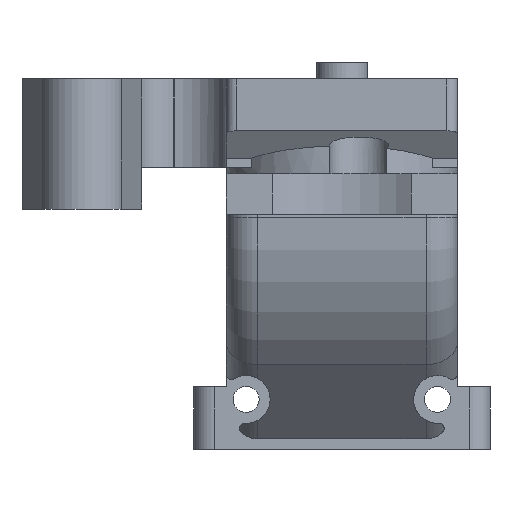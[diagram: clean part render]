
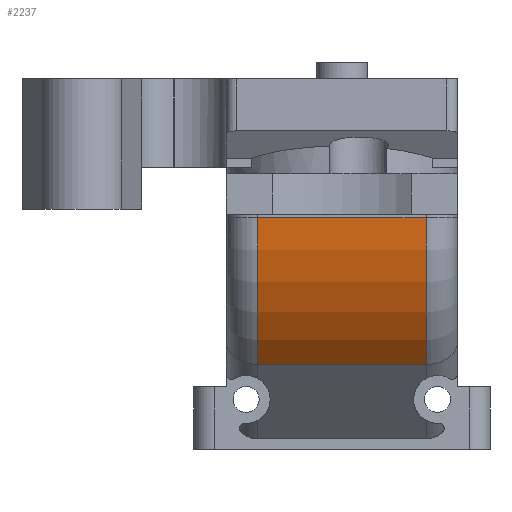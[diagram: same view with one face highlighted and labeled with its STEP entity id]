
A CAD part, front view. The second image highlights one B-rep face of the part: STEP entity #2237.
In plain terms, the highlighted cylindrical face has radius 20 mm (diameter 40 mm), a partial arc.
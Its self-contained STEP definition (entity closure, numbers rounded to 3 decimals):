
#190=CIRCLE('',#2442,20.);
#192=CIRCLE('',#2447,20.);
#399=LINE('',#3998,#586);
#400=LINE('',#4000,#587);
#586=VECTOR('',#3063,10.);
#587=VECTOR('',#3066,10.);
#651=CYLINDRICAL_SURFACE('',#2468,20.);
#757=FACE_OUTER_BOUND('',#890,.T.);
#890=EDGE_LOOP('',(#1972,#1973,#1974,#1975));
#1012=VERTEX_POINT('',#3578);
#1129=VERTEX_POINT('',#3939);
#1130=VERTEX_POINT('',#3943);
#1133=VERTEX_POINT('',#3955);
#1419=EDGE_CURVE('',#1129,#1130,#190,.T.);
#1425=EDGE_CURVE('',#1012,#1133,#192,.T.);
#1445=EDGE_CURVE('',#1129,#1133,#399,.T.);
#1446=EDGE_CURVE('',#1012,#1130,#400,.T.);
#1972=ORIENTED_EDGE('',*,*,#1419,.F.);
#1973=ORIENTED_EDGE('',*,*,#1445,.T.);
#1974=ORIENTED_EDGE('',*,*,#1425,.F.);
#1975=ORIENTED_EDGE('',*,*,#1446,.T.);
#2237=ADVANCED_FACE('',(#757),#651,.T.);
#2442=AXIS2_PLACEMENT_3D('',#3944,#2996,#2997);
#2447=AXIS2_PLACEMENT_3D('',#3956,#3010,#3011);
#2468=AXIS2_PLACEMENT_3D('',#3999,#3064,#3065);
#2996=DIRECTION('center_axis',(1.,0.,0.));
#2997=DIRECTION('ref_axis',(0.,-0.924,-0.383));
#3010=DIRECTION('center_axis',(-1.,0.,0.));
#3011=DIRECTION('ref_axis',(0.,-0.924,-0.383));
#3063=DIRECTION('',(-1.,0.,0.));
#3064=DIRECTION('center_axis',(-1.,0.,0.));
#3065=DIRECTION('ref_axis',(0.,-0.924,-0.383));
#3066=DIRECTION('',(1.,0.,0.));
#3578=CARTESIAN_POINT('',(-8.018,49.724,-39.289));
#3939=CARTESIAN_POINT('',(8.182,43.866,-25.147));
#3943=CARTESIAN_POINT('',(8.182,49.724,-39.289));
#3944=CARTESIAN_POINT('Origin',(8.182,63.866,-25.147));
#3955=CARTESIAN_POINT('',(-8.018,43.866,-25.147));
#3956=CARTESIAN_POINT('Origin',(-8.018,63.866,-25.147));
#3998=CARTESIAN_POINT('',(-1.669,43.866,-25.147));
#3999=CARTESIAN_POINT('Origin',(-1.669,63.866,-25.147));
#4000=CARTESIAN_POINT('',(-1.669,49.724,-39.289));
